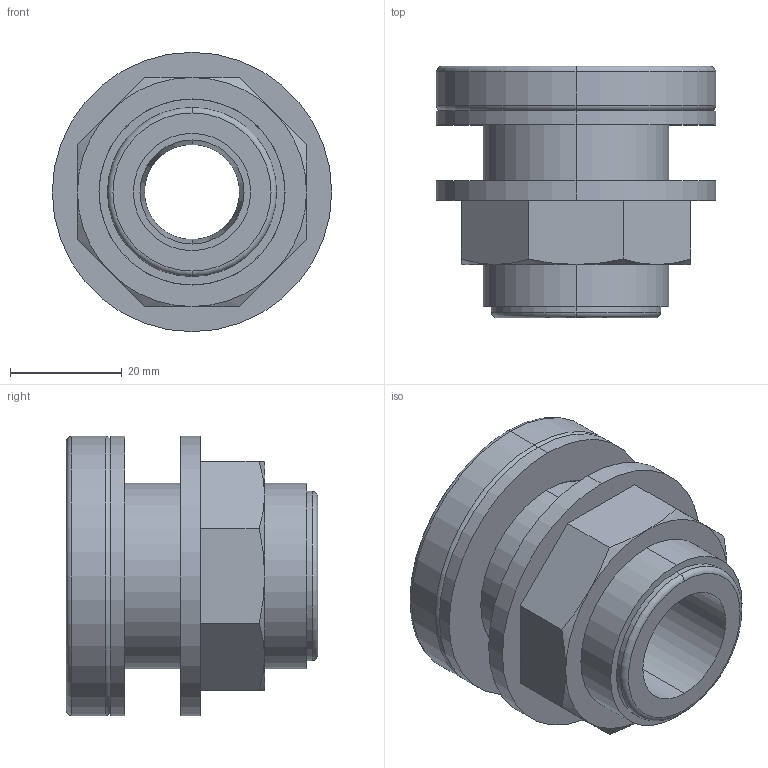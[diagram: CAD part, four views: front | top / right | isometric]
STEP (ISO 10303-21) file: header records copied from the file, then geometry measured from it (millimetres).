
FILE_DESCRIPTION (( 'STEP AP214' ), '1' );
FILE_NAME ('52343 Tankverschraubung d20 G1 - G1-2 PVC-FPM.step', '2008-04-22T22:24:02', ( '' ), ( '' ), 'SwSTEP 2.0', 'SolidWorks 2008', '' );
FILE_SCHEMA (( 'AUTOMOTIVE_DESIGN' ));
Length unit declared in the file: millimetre
Products named in the file (1): 52343 Tankverschraubung d20 G1 - G1-2 PVC-FPM
Bounding box: 50 x 45 x 50 mm (x, y, z)
Volume: 47702.6 mm3; surface area: 19932.7 mm2
Topology: 3 solids, 3 shells, 75 faces, 156 edges, 96 vertices
Faces by surface type: cylinder 28, plane 23, cone 16, torus 8
Entity records: 2890 total; most frequent: CARTESIAN_POINT 432, DIRECTION 380, ORIENTED_EDGE 312, AXIS2_PLACEMENT_3D 164, EDGE_CURVE 156, VERTEX_POINT 96, EDGE_LOOP 90, CIRCLE 88
